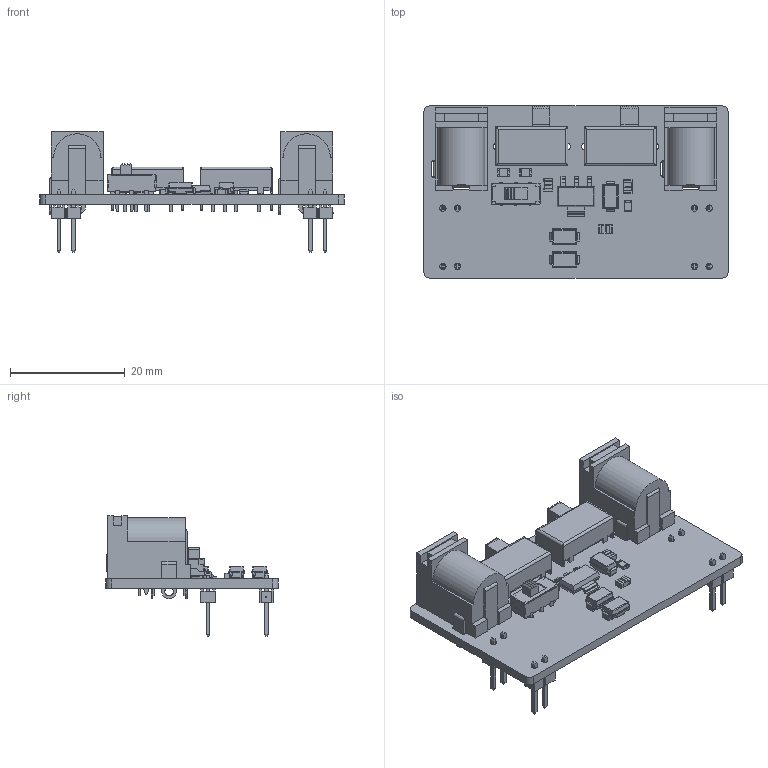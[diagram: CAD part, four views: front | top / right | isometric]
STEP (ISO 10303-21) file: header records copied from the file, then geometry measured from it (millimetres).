
FILE_DESCRIPTION(('KiCad electronic assembly'),'2;1');
FILE_NAME('breadboard-power-supply.step','2024-12-15T08:31:01',('Pcbnew' ),('Kicad'),'Open CASCADE STEP processor 7.6', 'KiCad to STEP converter','Unknown');
FILE_SCHEMA(('AUTOMOTIVE_DESIGN { 1 0 10303 214 1 1 1 1 }'));
Length unit declared in the file: millimetre
Products named in the file (18): breadboard-power-supply 1; SMA; new SMA 20R; EG1271--3DModel-STEP-613395; EG1271; C0805C104K5RACTU; EG2315; CRCW0805; RCS0805120RFKEA; Same_Sky_PJ-002A; CUI_DEVICES_PJ-002A; DCY0004A; DCY0004A_ASM; TSW-102-07-F-S; breadboard-power-supply_PCB
Assembly tree (28 placements, depth 3):
  breadboard-power-supply 1
    SMA  x3
      new SMA 20R
    EG1271--3DModel-STEP-613395
      EG1271
    C0805C104K5RACTU  x3
      C0805C104K5RACTU
    EG2315  x2
      EG2315
    CRCW0805  x3
      RCS0805120RFKEA
    Same_Sky_PJ-002A  x2
      CUI_DEVICES_PJ-002A
    DCY0004A
      DCY0004A_ASM
    TSW-102-07-F-S  x4
      TSW-102-07-F-S
    breadboard-power-supply_PCB
Bounding box: 53 x 30 x 21.08 mm (x, y, z)
Volume: 5593.9 mm3; surface area: 7815.2 mm2
Topology: 67 solids, 67 shells, 2416 faces, 6280 edges, 3976 vertices
Faces by surface type: plane 1880, cylinder 440, sphere 72, bspline 20, cone 4
Full cylindrical faces by diameter (mm): 0.8 x22, 1.1 x8, 1.2 x4
Entity records: 35026 total; most frequent: CARTESIAN_POINT 6162, ORIENTED_EDGE 5582, DIRECTION 5293, EDGE_CURVE 2791, LINE 2331, VECTOR 2331, VERTEX_POINT 1798, AXIS2_PLACEMENT_3D 1481
